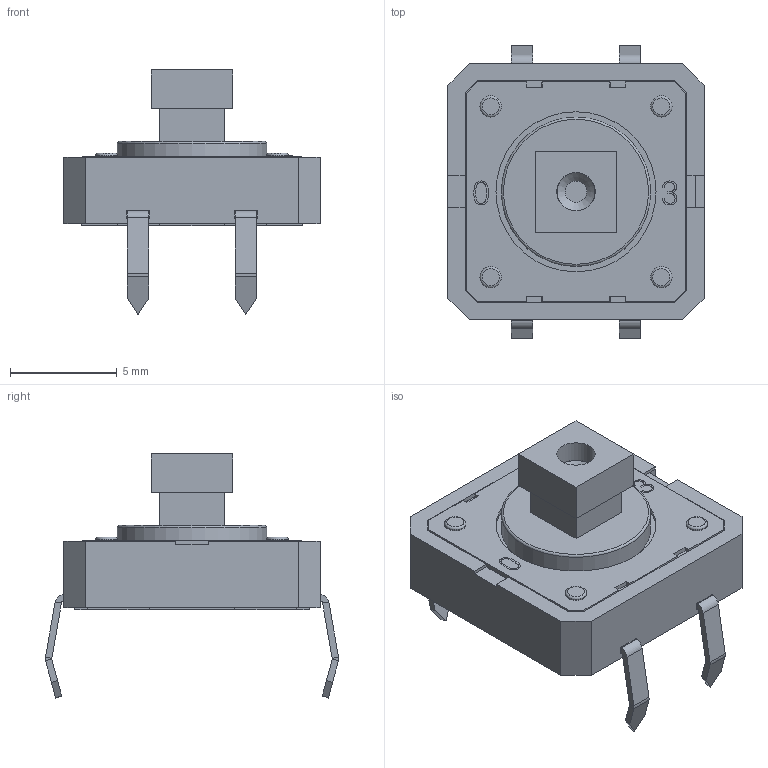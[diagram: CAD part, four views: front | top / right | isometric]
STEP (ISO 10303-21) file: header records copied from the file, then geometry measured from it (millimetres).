
FILE_DESCRIPTION(/* description */ ('FreeCAD Model'),/* implementation_level */ '2;1');
FILE_NAME(/* name */ 'KLS7_TS1204_12x12 v2.step',/* time_stamp */ '2024-09-04T16:02:56+03:00',/* author */ (''),/* organization */ (''),/* preprocessor_version */ 'ST-DEVELOPER v20',/* originating_system */ 'Autodesk Translation Framework v13.14.0.145',/* authorisation */ '');
FILE_SCHEMA (('AUTOMOTIVE_DESIGN { 1 0 10303 214 3 1 1 }'));
Length unit declared in the file: millimetre
Products named in the file (12): KLS7_TS1204; Body; Head; Pin001_002; Pin003_004; Metal_plate; Text; dig_3; dig_0; T3F; Isolator; Contact_plate
Assembly tree (11 placements, depth 3):
  KLS7_TS1204
    Body
    Head
    Pin001_002
    Pin003_004
    Metal_plate
    Text
      dig_3
      dig_0
      T3F
    Isolator
    Contact_plate
Bounding box: 12 x 13.74 x 11.44 mm (x, y, z)
Volume: 405.3 mm3; surface area: 1262.2 mm2
Topology: 7 solids, 12 shells, 321 faces, 853 edges, 567 vertices
Faces by surface type: plane 259, cylinder 52, torus 6, cone 2, sphere 2
Full cylindrical faces by diameter (mm): 0.032 x1, 0.5 x4, 0.6 x4, 0.7 x3, 0.8 x1, 1 x6, 1.8 x1, 7 x1, 7.5 x1, 8 x2
Entity records: 10331 total; most frequent: CARTESIAN_POINT 1975, DIRECTION 1608, ORIENTED_EDGE 1604, EDGE_CURVE 853, LINE 648, VECTOR 648, VERTEX_POINT 567, AXIS2_PLACEMENT_3D 480
